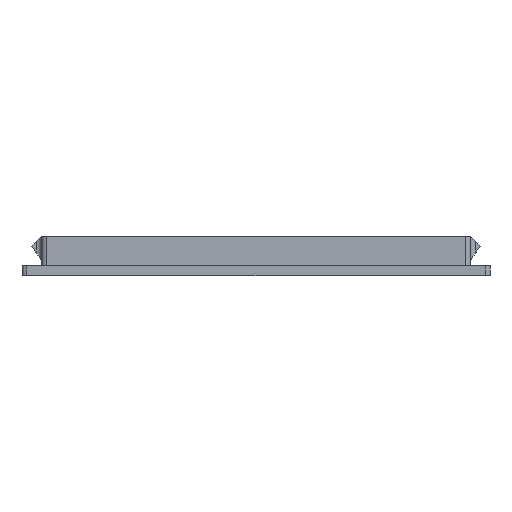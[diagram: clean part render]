
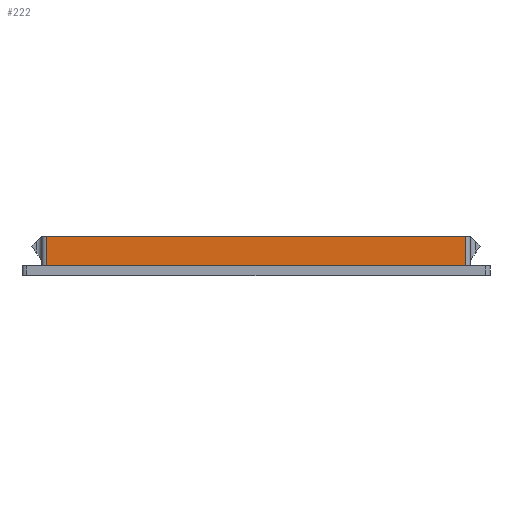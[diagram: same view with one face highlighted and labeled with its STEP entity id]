
A CAD part, front view. The second image highlights one B-rep face of the part: STEP entity #222.
In plain terms, the highlighted planar face has unit normal (0, -1, 0).
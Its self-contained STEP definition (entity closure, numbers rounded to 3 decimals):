
#222=ADVANCED_FACE('',(#1633),#1635,.T.);
#1633=FACE_BOUND('',#1634,.T.);
#1634=EDGE_LOOP('',(#15966,#15967,#15968,#15969));
#1635=PLANE('',#1636);
#1636=AXIS2_PLACEMENT_3D('',#1637,#1638,#1639);
#1637=CARTESIAN_POINT('',(-22.,-79.,1.));
#1638=DIRECTION('',(0.,-1.,0.));
#1639=DIRECTION('',(1.,0.,0.));
#15966=ORIENTED_EDGE('',*,*,#17291,.T.);
#15967=ORIENTED_EDGE('',*,*,#17241,.F.);
#15968=ORIENTED_EDGE('',*,*,#17290,.F.);
#15969=ORIENTED_EDGE('',*,*,#17292,.T.);
#17241=EDGE_CURVE('',#18513,#18515,#18516,.T.);
#17290=EDGE_CURVE('',#18603,#18513,#18605,.T.);
#17291=EDGE_CURVE('',#18606,#18515,#18607,.T.);
#17292=EDGE_CURVE('',#18603,#18606,#18608,.T.);
#18513=VERTEX_POINT('',#21282);
#18515=VERTEX_POINT('',#21287);
#18516=LINE('',#21288,#21289);
#18603=VERTEX_POINT('',#21484);
#18605=LINE('',#21489,#21490);
#18606=VERTEX_POINT('',#21492);
#18607=LINE('',#21493,#21494);
#18608=LINE('',#21496,#21497);
#21282=CARTESIAN_POINT('',(-21.5,-79.,4.));
#21287=CARTESIAN_POINT('',(21.5,-79.,4.));
#21288=CARTESIAN_POINT('',(-21.5,-79.,4.));
#21289=VECTOR('',#21290,1.);
#21290=DIRECTION('',(1.,0.,0.));
#21484=CARTESIAN_POINT('',(-21.5,-79.,1.));
#21489=CARTESIAN_POINT('',(-21.5,-79.,1.));
#21490=VECTOR('',#21491,1.);
#21491=DIRECTION('',(0.,0.,1.));
#21492=CARTESIAN_POINT('',(21.5,-79.,1.));
#21493=CARTESIAN_POINT('',(21.5,-79.,1.));
#21494=VECTOR('',#21495,1.);
#21495=DIRECTION('',(0.,0.,1.));
#21496=CARTESIAN_POINT('',(-21.5,-79.,1.));
#21497=VECTOR('',#21498,1.);
#21498=DIRECTION('',(1.,0.,0.));
